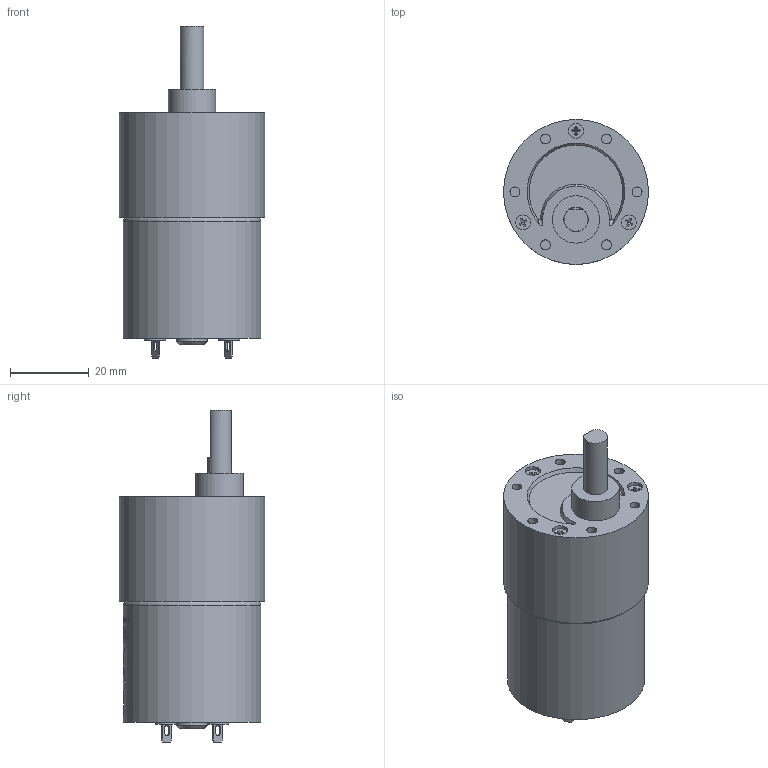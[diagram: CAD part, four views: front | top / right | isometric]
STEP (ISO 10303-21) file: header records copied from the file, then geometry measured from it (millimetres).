
FILE_DESCRIPTION(/* description */ ('','CAx-IF Rec.Pracs.---Representation and Presentation of Product Manufacturing Information (PMI)---4.0---2014-10-13'),/* implementation_level */ '2;1');
FILE_NAME(/* name */ '37d-gearmotor-100-131.step',/* time_stamp */ '2025-02-02T21:50:58+01:00',/* author */ (''),/* organization */ (''),/* preprocessor_version */ 'ST-DEVELOPER v20',/* originating_system */ 'Autodesk Translation Framework v13.20.0.188',/* authorisation */ '');
FILE_SCHEMA (('AP242_MANAGED_MODEL_BASED_3D_ENGINEERING_MIM_LF { 1 0 10303 442 1 1 4 }'));
Length unit declared in the file: millimetre
Products named in the file (1): 37d-gearmotor-100-131
Bounding box: 36.8 x 36.8 x 84.2 mm (x, y, z)
Volume: 56923.3 mm3; surface area: 10341.3 mm2
Topology: 1 solids, 1 shells, 459 faces, 1115 edges, 715 vertices
Faces by surface type: plane 275, bspline 124, cylinder 56, cone 3, torus 1
Full cylindrical faces by diameter (mm): 2.5 x6, 3.5 x6, 3.8 x3, 5.5 x2, 6 x1, 6.2 x1, 7.8 x1, 12 x1, 33.4 x1, 34.8 x1, 36.8 x1
Entity records: 27006 total; most frequent: CARTESIAN_POINT 16289, ORIENTED_EDGE 2230, DIRECTION 1811, EDGE_CURVE 1115, VERTEX_POINT 715, LINE 683, VECTOR 683, AXIS2_PLACEMENT_3D 564
